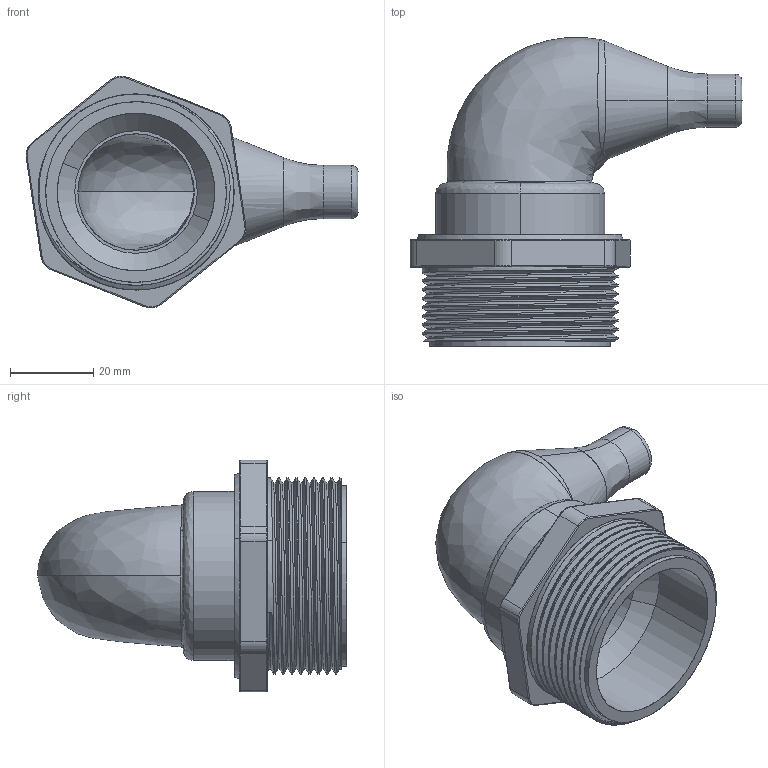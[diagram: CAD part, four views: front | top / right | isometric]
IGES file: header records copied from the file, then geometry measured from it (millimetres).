
Start section: SolidWorks IGES file using analytic representation for surfaces
Global section: file name: 4-NUP-3R.IGS; native system: SolidWorks 2013; preprocessor: SolidWorks 2013; author: office; date: 150302.105230; units: inch
Bounding box: 79.78 x 74.26 x 55.73 mm (x, y, z)
Surface area: 27013.5 mm2 (no closed solid volume)
Topology: 0 solids, 0 shells, 152 faces, 3223 edges, 3221 vertices
Faces by surface type: revolution 90, bspline 62
